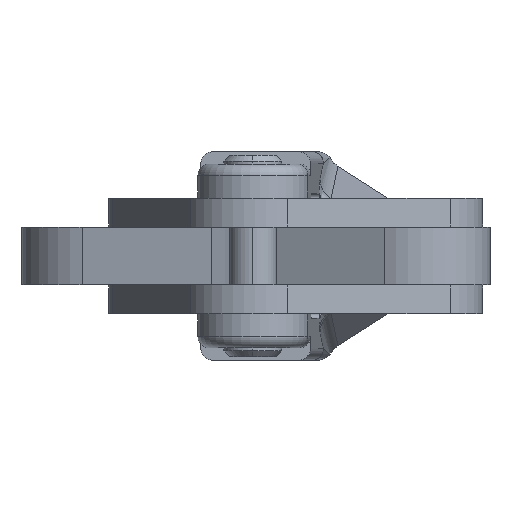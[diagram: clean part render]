
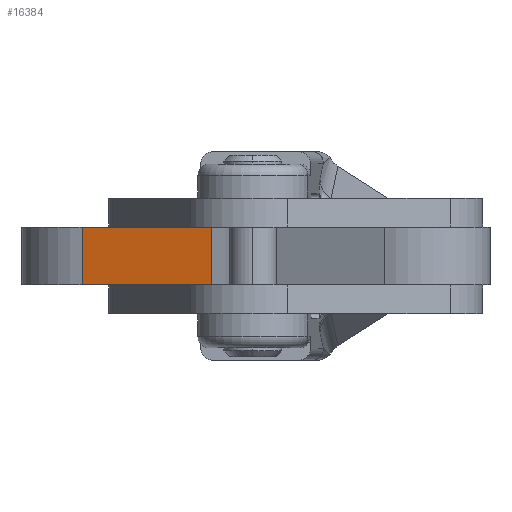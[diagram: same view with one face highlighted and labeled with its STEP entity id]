
A CAD part, front view. The second image highlights one B-rep face of the part: STEP entity #16384.
In plain terms, the highlighted face is planar.
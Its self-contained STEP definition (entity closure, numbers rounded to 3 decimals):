
#5234 = EDGE_LOOP ( 'NONE', ( #139509, #139550, #139501, #139502 ) ) ;
#16384 = ADVANCED_FACE ( 'NONE', ( #30048 ), #24561, .F. ) ;
#24410 = DIRECTION ( 'NONE',  ( 0.228, 0.974, 0. ) ) ;
#24561 = PLANE ( 'NONE',  #25055 ) ;
#24616 = DIRECTION ( 'NONE',  ( -0.974, 0.228, 0. ) ) ;
#24641 = CARTESIAN_POINT ( 'NONE',  ( -1.129, -4.826, 5. ) ) ;
#25055 = AXIS2_PLACEMENT_3D ( 'NONE', #24641, #24410, #24616 ) ;
#30048 = FACE_OUTER_BOUND ( 'NONE', #5234, .T. ) ;
#100062 = LINE ( 'NONE', #158056, #100065 ) ;
#100065 = VECTOR ( 'NONE', #158051, 1000. ) ;
#100074 = LINE ( 'NONE', #158074, #100088 ) ;
#100082 = LINE ( 'NONE', #158068, #100084 ) ;
#100083 = LINE ( 'NONE', #158078, #100086 ) ;
#100084 = VECTOR ( 'NONE', #158069, 1000. ) ;
#100086 = VECTOR ( 'NONE', #158080, 1000. ) ;
#100088 = VECTOR ( 'NONE', #158081, 1000. ) ;
#100413 = EDGE_CURVE ( 'NONE', #133780, #133793, #100062, .T. ) ;
#100420 = EDGE_CURVE ( 'NONE', #133793, #133791, #100082, .T. ) ;
#100421 = EDGE_CURVE ( 'NONE', #133778, #133791, #100083, .T. ) ;
#100422 = EDGE_CURVE ( 'NONE', #133780, #133778, #100074, .T. ) ;
#123232 = CARTESIAN_POINT ( 'NONE',  ( -35.646, 3.253, 5. ) ) ;
#123234 = CARTESIAN_POINT ( 'NONE',  ( -58.099, 8.508, 5. ) ) ;
#123244 = CARTESIAN_POINT ( 'NONE',  ( -35.646, 3.253, -5. ) ) ;
#123246 = CARTESIAN_POINT ( 'NONE',  ( -58.099, 8.508, -5. ) ) ;
#133778 = VERTEX_POINT ( 'NONE', #123232 ) ;
#133780 = VERTEX_POINT ( 'NONE', #123234 ) ;
#133791 = VERTEX_POINT ( 'NONE', #123244 ) ;
#133793 = VERTEX_POINT ( 'NONE', #123246 ) ;
#139501 = ORIENTED_EDGE ( 'NONE', *, *, #100422, .F. ) ;
#139502 = ORIENTED_EDGE ( 'NONE', *, *, #100413, .T. ) ;
#139509 = ORIENTED_EDGE ( 'NONE', *, *, #100420, .T. ) ;
#139550 = ORIENTED_EDGE ( 'NONE', *, *, #100421, .F. ) ;
#158051 = DIRECTION ( 'NONE',  ( 0., 0., -1. ) ) ;
#158056 = CARTESIAN_POINT ( 'NONE',  ( -58.099, 8.508, 5. ) ) ;
#158068 = CARTESIAN_POINT ( 'NONE',  ( -1.129, -4.826, -5. ) ) ;
#158069 = DIRECTION ( 'NONE',  ( 0.974, -0.228, 0. ) ) ;
#158074 = CARTESIAN_POINT ( 'NONE',  ( -1.129, -4.826, 5. ) ) ;
#158078 = CARTESIAN_POINT ( 'NONE',  ( -35.646, 3.253, 5. ) ) ;
#158080 = DIRECTION ( 'NONE',  ( 0., 0., -1. ) ) ;
#158081 = DIRECTION ( 'NONE',  ( 0.974, -0.228, 0. ) ) ;
